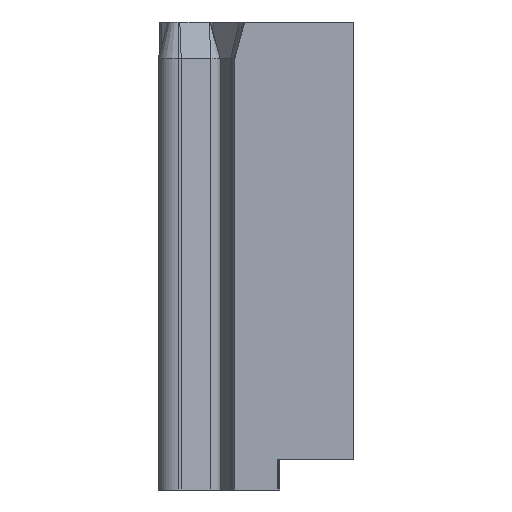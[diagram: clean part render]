
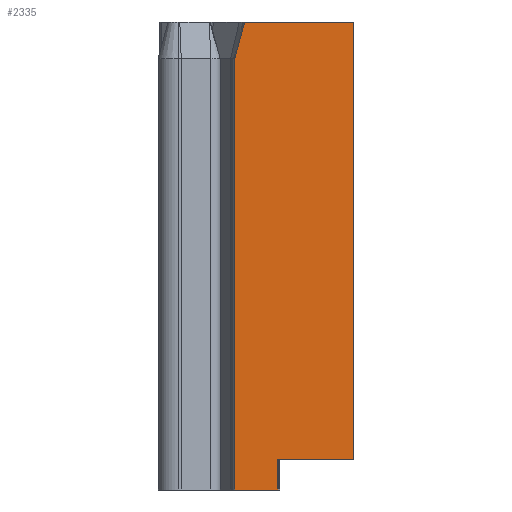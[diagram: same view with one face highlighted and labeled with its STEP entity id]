
A CAD part, left-side view. The second image highlights one B-rep face of the part: STEP entity #2335.
In plain terms, the highlighted planar face has unit normal (-1, 0, 0).
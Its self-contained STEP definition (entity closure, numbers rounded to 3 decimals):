
#20 = EDGE_LOOP ( 'NONE', ( #1976, #199, #412, #2882, #2449, #207, #351 ) ) ;
#48 = LINE ( 'NONE', #1442, #844 ) ;
#197 = EDGE_CURVE ( 'NONE', #3150, #2975, #48, .T. ) ;
#199 = ORIENTED_EDGE ( 'NONE', *, *, #1586, .T. ) ;
#207 = ORIENTED_EDGE ( 'NONE', *, *, #708, .F. ) ;
#274 = VECTOR ( 'NONE', #2539, 1000. ) ;
#351 = ORIENTED_EDGE ( 'NONE', *, *, #3213, .F. ) ;
#404 = LINE ( 'NONE', #3192, #1032 ) ;
#412 = ORIENTED_EDGE ( 'NONE', *, *, #807, .T. ) ;
#504 = CARTESIAN_POINT ( 'NONE',  ( -138.1, 19.351, -3. ) ) ;
#567 = DIRECTION ( 'NONE',  ( 0., -1., 0. ) ) ;
#651 = LINE ( 'NONE', #2167, #2065 ) ;
#657 = AXIS2_PLACEMENT_3D ( 'NONE', #2154, #2680, #1102 ) ;
#687 = FACE_OUTER_BOUND ( 'NONE', #20, .T. ) ;
#708 = EDGE_CURVE ( 'NONE', #1388, #1744, #2477, .T. ) ;
#807 = EDGE_CURVE ( 'NONE', #2206, #2975, #2384, .T. ) ;
#826 = VECTOR ( 'NONE', #2568, 1000. ) ;
#844 = VECTOR ( 'NONE', #2229, 1000. ) ;
#903 = CARTESIAN_POINT ( 'NONE',  ( -138.1, 19.351, -3. ) ) ;
#971 = CARTESIAN_POINT ( 'NONE',  ( -138.1, 17.744, 73. ) ) ;
#1032 = VECTOR ( 'NONE', #1874, 1000. ) ;
#1102 = DIRECTION ( 'NONE',  ( 0., 0., -1. ) ) ;
#1231 = CARTESIAN_POINT ( 'NONE',  ( -138.1, 0., 73. ) ) ;
#1338 = CARTESIAN_POINT ( 'NONE',  ( -138.1, 12.351, 2. ) ) ;
#1388 = VERTEX_POINT ( 'NONE', #2328 ) ;
#1442 = CARTESIAN_POINT ( 'NONE',  ( -138.1, 12.351, 2. ) ) ;
#1522 = LINE ( 'NONE', #971, #826 ) ;
#1586 = EDGE_CURVE ( 'NONE', #2613, #2206, #2351, .T. ) ;
#1617 = CARTESIAN_POINT ( 'NONE',  ( -138.1, 0., 2. ) ) ;
#1744 = VERTEX_POINT ( 'NONE', #1617 ) ;
#1874 = DIRECTION ( 'NONE',  ( 0., -1., 0. ) ) ;
#1922 = CARTESIAN_POINT ( 'NONE',  ( -138.1, 19.351, 73. ) ) ;
#1924 = CARTESIAN_POINT ( 'NONE',  ( -138.1, 17.744, 73. ) ) ;
#1976 = ORIENTED_EDGE ( 'NONE', *, *, #2533, .T. ) ;
#2065 = VECTOR ( 'NONE', #567, 1000. ) ;
#2154 = CARTESIAN_POINT ( 'NONE',  ( -138.1, 19.351, 73. ) ) ;
#2167 = CARTESIAN_POINT ( 'NONE',  ( -138.1, 19.351, 73. ) ) ;
#2188 = DIRECTION ( 'NONE',  ( 0., 0., -1. ) ) ;
#2206 = VERTEX_POINT ( 'NONE', #504 ) ;
#2229 = DIRECTION ( 'NONE',  ( 0., 0., -1. ) ) ;
#2319 = CARTESIAN_POINT ( 'NONE',  ( -138.1, 19.351, 67. ) ) ;
#2328 = CARTESIAN_POINT ( 'NONE',  ( -138.1, 0., 73. ) ) ;
#2335 = ADVANCED_FACE ( 'NONE', ( #687 ), #2398, .F. ) ;
#2351 = LINE ( 'NONE', #1922, #3056 ) ;
#2384 = LINE ( 'NONE', #903, #3381 ) ;
#2398 = PLANE ( 'NONE',  #657 ) ;
#2449 = ORIENTED_EDGE ( 'NONE', *, *, #2739, .T. ) ;
#2477 = LINE ( 'NONE', #1231, #274 ) ;
#2533 = EDGE_CURVE ( 'NONE', #3426, #2613, #1522, .T. ) ;
#2539 = DIRECTION ( 'NONE',  ( 0., 0., -1. ) ) ;
#2568 = DIRECTION ( 'NONE',  ( 0., 0.259, -0.966 ) ) ;
#2613 = VERTEX_POINT ( 'NONE', #2319 ) ;
#2680 = DIRECTION ( 'NONE',  ( 1., 0., 0. ) ) ;
#2739 = EDGE_CURVE ( 'NONE', #3150, #1744, #404, .T. ) ;
#2751 = DIRECTION ( 'NONE',  ( 0., -1., 0. ) ) ;
#2882 = ORIENTED_EDGE ( 'NONE', *, *, #197, .F. ) ;
#2975 = VERTEX_POINT ( 'NONE', #3088 ) ;
#3056 = VECTOR ( 'NONE', #2188, 1000. ) ;
#3088 = CARTESIAN_POINT ( 'NONE',  ( -138.1, 12.351, -3. ) ) ;
#3150 = VERTEX_POINT ( 'NONE', #1338 ) ;
#3192 = CARTESIAN_POINT ( 'NONE',  ( -138.1, 0., 2. ) ) ;
#3213 = EDGE_CURVE ( 'NONE', #3426, #1388, #651, .T. ) ;
#3381 = VECTOR ( 'NONE', #2751, 1000. ) ;
#3426 = VERTEX_POINT ( 'NONE', #1924 ) ;
